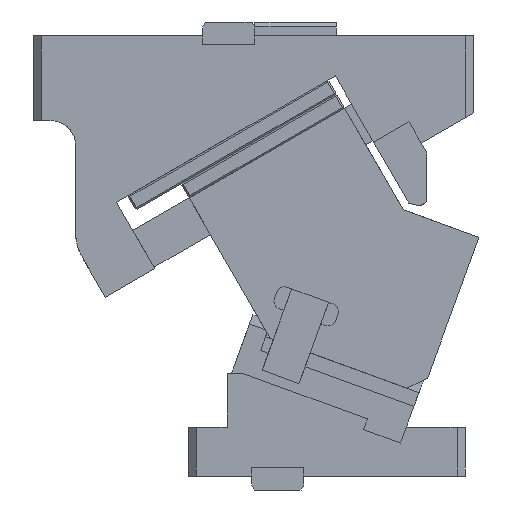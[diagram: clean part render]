
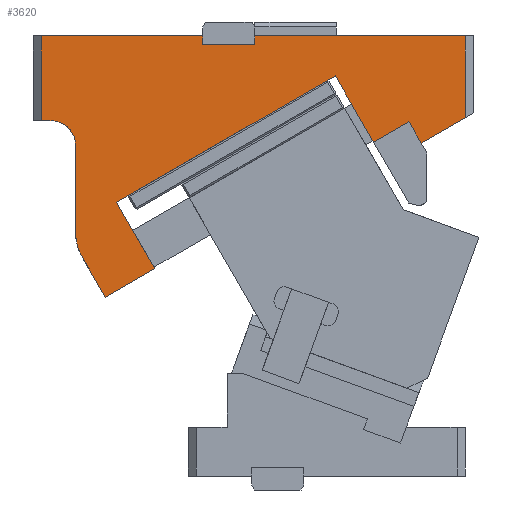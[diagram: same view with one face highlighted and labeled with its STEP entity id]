
A CAD part, front view. The second image highlights one B-rep face of the part: STEP entity #3620.
In plain terms, the highlighted planar face has unit normal (0, -1, 0).
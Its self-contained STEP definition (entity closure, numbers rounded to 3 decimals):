
#3144=CARTESIAN_POINT('Vertex',(90.323,0.,245.444)) ;
#3147=CARTESIAN_POINT('Line Origine',(23.206,0.,206.694)) ;
#3151=CARTESIAN_POINT('Vertex',(-43.911,0.,167.944)) ;
#3394=CARTESIAN_POINT('Vertex',(113.823,0.,204.741)) ;
#3397=CARTESIAN_POINT('Line Origine',(102.073,0.,225.092)) ;
#3459=CARTESIAN_POINT('Axis2P3D Location',(-61.755,0.,257.116)) ;
#3464=CARTESIAN_POINT('Line Origine',(105.5,0.,270.)) ;
#3468=CARTESIAN_POINT('Vertex',(41.,0.,270.)) ;
#3470=CARTESIAN_POINT('Vertex',(170.,0.,270.)) ;
#3473=CARTESIAN_POINT('Line Origine',(41.,0.,267.25)) ;
#3477=CARTESIAN_POINT('Vertex',(41.,0.,264.5)) ;
#3480=CARTESIAN_POINT('Line Origine',(25.,0.,264.5)) ;
#3484=CARTESIAN_POINT('Vertex',(9.,0.,264.5)) ;
#3487=CARTESIAN_POINT('Line Origine',(9.,0.,267.25)) ;
#3491=CARTESIAN_POINT('Vertex',(9.,0.,270.)) ;
#3494=CARTESIAN_POINT('Line Origine',(-40.5,0.,270.)) ;
#3498=CARTESIAN_POINT('Vertex',(-90.,0.,270.)) ;
#3501=CARTESIAN_POINT('Line Origine',(-90.,0.,244.)) ;
#3505=CARTESIAN_POINT('Vertex',(-90.,0.,218.)) ;
#3508=CARTESIAN_POINT('Line Origine',(-87.,0.,218.)) ;
#3512=CARTESIAN_POINT('Vertex',(-84.,0.,218.)) ;
#3516=CARTESIAN_POINT('Control Point',(-69.,0.,203.)) ;
#3517=CARTESIAN_POINT('Control Point',(-69.,0.,204.518)) ;
#3518=CARTESIAN_POINT('Control Point',(-69.192,0.,206.036)) ;
#3519=CARTESIAN_POINT('Control Point',(-69.576,0.,207.521)) ;
#3520=CARTESIAN_POINT('Control Point',(-70.711,0.,210.363)) ;
#3521=CARTESIAN_POINT('Control Point',(-72.519,0.,212.832)) ;
#3522=CARTESIAN_POINT('Control Point',(-73.575,0.,213.945)) ;
#3523=CARTESIAN_POINT('Control Point',(-75.945,0.,215.881)) ;
#3524=CARTESIAN_POINT('Control Point',(-78.722,0.,217.165)) ;
#3525=CARTESIAN_POINT('Control Point',(-80.185,0.,217.627)) ;
#3526=CARTESIAN_POINT('Control Point',(-81.848,0.,217.927)) ;
#3527=CARTESIAN_POINT('Control Point',(-83.524,0.,217.994)) ;
#3528=CARTESIAN_POINT('Control Point',(-83.683,0.,217.998)) ;
#3529=CARTESIAN_POINT('Control Point',(-83.841,0.,218.)) ;
#3530=CARTESIAN_POINT('Control Point',(-84.,0.,218.)) ;
#3531=CARTESIAN_POINT('Vertex',(-69.,0.,203.)) ;
#3534=CARTESIAN_POINT('Line Origine',(-69.,0.,176.219)) ;
#3538=CARTESIAN_POINT('Vertex',(-69.,0.,149.437)) ;
#3542=CARTESIAN_POINT('Control Point',(-69.,0.,149.437)) ;
#3543=CARTESIAN_POINT('Control Point',(-69.,0.,146.486)) ;
#3544=CARTESIAN_POINT('Control Point',(-68.637,0.,143.534)) ;
#3545=CARTESIAN_POINT('Control Point',(-67.911,0.,140.642)) ;
#3546=CARTESIAN_POINT('Control Point',(-66.768,0.,137.69)) ;
#3547=CARTESIAN_POINT('Control Point',(-65.262,0.,134.933)) ;
#3548=CARTESIAN_POINT('Control Point',(-65.169,0.,134.767)) ;
#3549=CARTESIAN_POINT('Control Point',(-65.076,0.,134.602)) ;
#3550=CARTESIAN_POINT('Control Point',(-64.981,0.,134.437)) ;
#3551=CARTESIAN_POINT('Vertex',(-64.981,0.,134.437)) ;
#3554=CARTESIAN_POINT('Line Origine',(-57.852,0.,122.089)) ;
#3558=CARTESIAN_POINT('Vertex',(-50.722,0.,109.741)) ;
#3561=CARTESIAN_POINT('Line Origine',(-35.567,0.,118.491)) ;
#3565=CARTESIAN_POINT('Vertex',(-20.411,0.,127.241)) ;
#3568=CARTESIAN_POINT('Line Origine',(-32.161,0.,147.592)) ;
#3573=CARTESIAN_POINT('Line Origine',(124.648,0.,210.991)) ;
#3577=CARTESIAN_POINT('Vertex',(135.473,0.,217.241)) ;
#3580=CARTESIAN_POINT('Line Origine',(139.223,0.,210.746)) ;
#3584=CARTESIAN_POINT('Vertex',(142.973,0.,204.25)) ;
#3587=CARTESIAN_POINT('Line Origine',(156.487,0.,212.052)) ;
#3591=CARTESIAN_POINT('Vertex',(170.,0.,219.854)) ;
#3594=CARTESIAN_POINT('Line Origine',(170.,0.,244.927)) ;
#3148=DIRECTION('Vector Direction',(-0.866,0.,-0.5)) ;
#3398=DIRECTION('Vector Direction',(-0.5,0.,0.866)) ;
#3460=DIRECTION('Axis2P3D Direction',(0.,-1.,0.)) ;
#3461=DIRECTION('Axis2P3D XDirection',(1.,0.,0.)) ;
#3465=DIRECTION('Vector Direction',(1.,0.,0.)) ;
#3474=DIRECTION('Vector Direction',(0.,0.,1.)) ;
#3481=DIRECTION('Vector Direction',(1.,0.,0.)) ;
#3488=DIRECTION('Vector Direction',(0.,0.,-1.)) ;
#3495=DIRECTION('Vector Direction',(-1.,0.,0.)) ;
#3502=DIRECTION('Vector Direction',(0.,0.,-1.)) ;
#3509=DIRECTION('Vector Direction',(-1.,0.,0.)) ;
#3535=DIRECTION('Vector Direction',(0.,0.,1.)) ;
#3555=DIRECTION('Vector Direction',(0.5,0.,-0.866)) ;
#3562=DIRECTION('Vector Direction',(0.866,0.,0.5)) ;
#3569=DIRECTION('Vector Direction',(0.5,0.,-0.866)) ;
#3574=DIRECTION('Vector Direction',(0.866,0.,0.5)) ;
#3581=DIRECTION('Vector Direction',(0.5,0.,-0.866)) ;
#3588=DIRECTION('Vector Direction',(0.866,0.,0.5)) ;
#3595=DIRECTION('Vector Direction',(0.,0.,1.)) ;
#3462=AXIS2_PLACEMENT_3D('Plane Axis2P3D',#3459,#3460,#3461) ;
#3600=ORIENTED_EDGE('',*,*,#3472,.F.) ;
#3601=ORIENTED_EDGE('',*,*,#3479,.F.) ;
#3602=ORIENTED_EDGE('',*,*,#3486,.F.) ;
#3603=ORIENTED_EDGE('',*,*,#3493,.F.) ;
#3604=ORIENTED_EDGE('',*,*,#3500,.T.) ;
#3605=ORIENTED_EDGE('',*,*,#3507,.F.) ;
#3606=ORIENTED_EDGE('',*,*,#3514,.F.) ;
#3607=ORIENTED_EDGE('',*,*,#3533,.T.) ;
#3608=ORIENTED_EDGE('',*,*,#3540,.F.) ;
#3609=ORIENTED_EDGE('',*,*,#3553,.F.) ;
#3610=ORIENTED_EDGE('',*,*,#3560,.T.) ;
#3611=ORIENTED_EDGE('',*,*,#3567,.T.) ;
#3612=ORIENTED_EDGE('',*,*,#3572,.F.) ;
#3613=ORIENTED_EDGE('',*,*,#3153,.F.) ;
#3614=ORIENTED_EDGE('',*,*,#3401,.F.) ;
#3615=ORIENTED_EDGE('',*,*,#3579,.T.) ;
#3616=ORIENTED_EDGE('',*,*,#3586,.T.) ;
#3617=ORIENTED_EDGE('',*,*,#3593,.T.) ;
#3618=ORIENTED_EDGE('',*,*,#3598,.F.) ;
#3149=VECTOR('Line Direction',#3148,1.) ;
#3399=VECTOR('Line Direction',#3398,1.) ;
#3466=VECTOR('Line Direction',#3465,1.) ;
#3475=VECTOR('Line Direction',#3474,1.) ;
#3482=VECTOR('Line Direction',#3481,1.) ;
#3489=VECTOR('Line Direction',#3488,1.) ;
#3496=VECTOR('Line Direction',#3495,1.) ;
#3503=VECTOR('Line Direction',#3502,1.) ;
#3510=VECTOR('Line Direction',#3509,1.) ;
#3536=VECTOR('Line Direction',#3535,1.) ;
#3556=VECTOR('Line Direction',#3555,1.) ;
#3563=VECTOR('Line Direction',#3562,1.) ;
#3570=VECTOR('Line Direction',#3569,1.) ;
#3575=VECTOR('Line Direction',#3574,1.) ;
#3582=VECTOR('Line Direction',#3581,1.) ;
#3589=VECTOR('Line Direction',#3588,1.) ;
#3596=VECTOR('Line Direction',#3595,1.) ;
#3620=ADVANCED_FACE('CAM HOLDER',(#3619),#3463,.T.) ;
#3515=B_SPLINE_CURVE_WITH_KNOTS('',5,(#3516,#3517,#3518,#3519,#3520,#3521,#3522,#3523,#3524,#3525,#3526,#3527,#3528,#3529,#3530),.UNSPECIFIED.,.F.,.U.,(6,3,3,3,6),(0.,10.733,21.466,32.199,33.321),.UNSPECIFIED.) ;
#3541=B_SPLINE_CURVE_WITH_KNOTS('',5,(#3542,#3543,#3544,#3545,#3546,#3547,#3548,#3549,#3550),.UNSPECIFIED.,.F.,.U.,(6,3,6),(0.,20.871,22.214),.UNSPECIFIED.) ;
#3153=EDGE_CURVE('',#3145,#3152,#3150,.T.) ;
#3401=EDGE_CURVE('',#3395,#3145,#3400,.T.) ;
#3472=EDGE_CURVE('',#3469,#3471,#3467,.T.) ;
#3479=EDGE_CURVE('',#3478,#3469,#3476,.T.) ;
#3486=EDGE_CURVE('',#3485,#3478,#3483,.T.) ;
#3493=EDGE_CURVE('',#3492,#3485,#3490,.T.) ;
#3500=EDGE_CURVE('',#3492,#3499,#3497,.T.) ;
#3507=EDGE_CURVE('',#3506,#3499,#3504,.F.) ;
#3514=EDGE_CURVE('',#3513,#3506,#3511,.T.) ;
#3533=EDGE_CURVE('',#3513,#3532,#3515,.F.) ;
#3540=EDGE_CURVE('',#3539,#3532,#3537,.T.) ;
#3553=EDGE_CURVE('',#3552,#3539,#3541,.F.) ;
#3560=EDGE_CURVE('',#3552,#3559,#3557,.T.) ;
#3567=EDGE_CURVE('',#3559,#3566,#3564,.T.) ;
#3572=EDGE_CURVE('',#3152,#3566,#3571,.T.) ;
#3579=EDGE_CURVE('',#3395,#3578,#3576,.T.) ;
#3586=EDGE_CURVE('',#3578,#3585,#3583,.T.) ;
#3593=EDGE_CURVE('',#3585,#3592,#3590,.T.) ;
#3598=EDGE_CURVE('',#3471,#3592,#3597,.F.) ;
#3599=EDGE_LOOP('',(#3600,#3601,#3602,#3603,#3604,#3605,#3606,#3607,#3608,#3609,#3610,#3611,#3612,#3613,#3614,#3615,#3616,#3617,#3618)) ;
#3619=FACE_OUTER_BOUND('',#3599,.T.) ;
#3150=LINE('Line',#3147,#3149) ;
#3400=LINE('Line',#3397,#3399) ;
#3467=LINE('Line',#3464,#3466) ;
#3476=LINE('Line',#3473,#3475) ;
#3483=LINE('Line',#3480,#3482) ;
#3490=LINE('Line',#3487,#3489) ;
#3497=LINE('Line',#3494,#3496) ;
#3504=LINE('Line',#3501,#3503) ;
#3511=LINE('Line',#3508,#3510) ;
#3537=LINE('Line',#3534,#3536) ;
#3557=LINE('Line',#3554,#3556) ;
#3564=LINE('Line',#3561,#3563) ;
#3571=LINE('Line',#3568,#3570) ;
#3576=LINE('Line',#3573,#3575) ;
#3583=LINE('Line',#3580,#3582) ;
#3590=LINE('Line',#3587,#3589) ;
#3597=LINE('Line',#3594,#3596) ;
#3463=PLANE('Plane',#3462) ;
#3145=VERTEX_POINT('',#3144) ;
#3152=VERTEX_POINT('',#3151) ;
#3395=VERTEX_POINT('',#3394) ;
#3469=VERTEX_POINT('',#3468) ;
#3471=VERTEX_POINT('',#3470) ;
#3478=VERTEX_POINT('',#3477) ;
#3485=VERTEX_POINT('',#3484) ;
#3492=VERTEX_POINT('',#3491) ;
#3499=VERTEX_POINT('',#3498) ;
#3506=VERTEX_POINT('',#3505) ;
#3513=VERTEX_POINT('',#3512) ;
#3532=VERTEX_POINT('',#3531) ;
#3539=VERTEX_POINT('',#3538) ;
#3552=VERTEX_POINT('',#3551) ;
#3559=VERTEX_POINT('',#3558) ;
#3566=VERTEX_POINT('',#3565) ;
#3578=VERTEX_POINT('',#3577) ;
#3585=VERTEX_POINT('',#3584) ;
#3592=VERTEX_POINT('',#3591) ;
